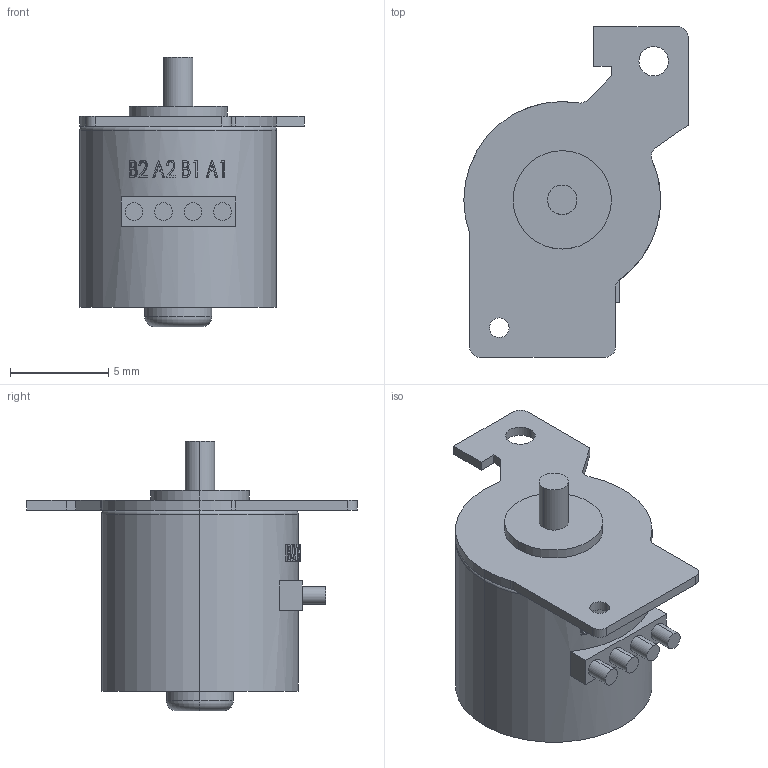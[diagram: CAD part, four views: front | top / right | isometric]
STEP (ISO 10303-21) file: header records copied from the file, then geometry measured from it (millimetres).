
FILE_DESCRIPTION (( 'STEP AP214' ), '1' );
FILE_NAME ('StepMotor_9.6x10mm - SMMY5B7P, SMMP5A8P (no tooth).STEP', '2023-06-18T05:22:08', ( 'Elessar' ), ( '' ), 'SwSTEP 2.0', 'SolidWorks 2018', '' );
FILE_SCHEMA (( 'AUTOMOTIVE_DESIGN' ));
Length unit declared in the file: millimetre
Products named in the file (1): StepMotor_9.6x10mm - SMMY5B7P, SMMP5A8P (no tooth)
Bounding box: 11.4 x 16.8 x 13.7 mm (x, y, z)
Volume: 815.1 mm3; surface area: 640.3 mm2
Topology: 1 solids, 1 shells, 171 faces, 431 edges, 286 vertices
Faces by surface type: plane 72, bspline 48, cylinder 45, torus 6
Entity records: 8540 total; most frequent: CARTESIAN_POINT 3065, ORIENTED_EDGE 862, DIRECTION 659, EDGE_CURVE 431, VERTEX_POINT 286, AXIS2_PLACEMENT_3D 270, EDGE_LOOP 199, FACE_OUTER_BOUND 171
